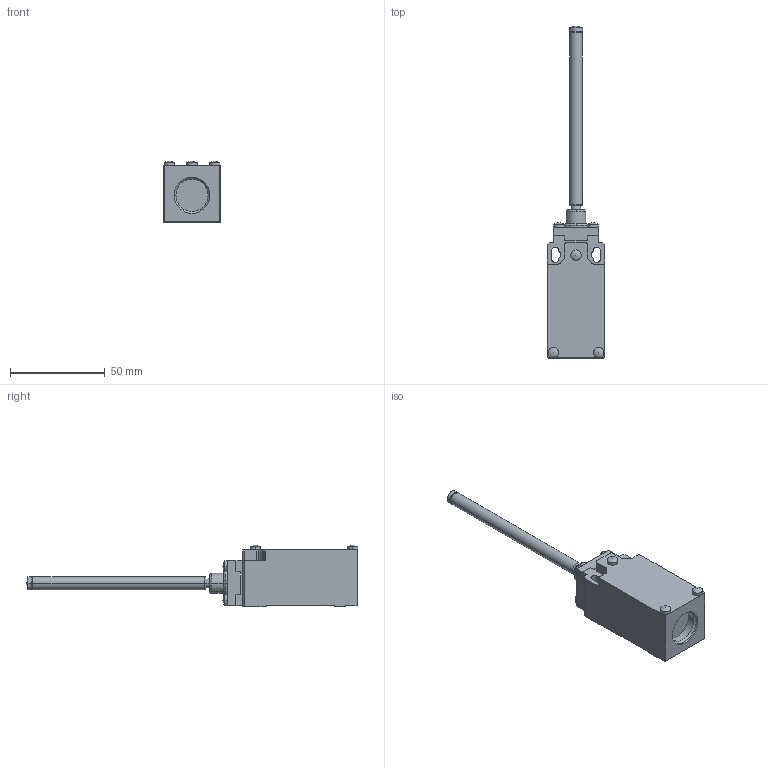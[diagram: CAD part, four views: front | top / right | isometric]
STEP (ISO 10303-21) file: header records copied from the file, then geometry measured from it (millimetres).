
FILE_DESCRIPTION (( 'STEP AP214' ), '1' );
FILE_NAME ('AAM2T93Z11.step', '2019-09-05T21:18:47', ( '' ), ( '' ), 'SwSTEP 2.0', 'SolidWorks 2018', '' );
FILE_SCHEMA (( 'AUTOMOTIVE_DESIGN' ));
Length unit declared in the file: inch
Products named in the file (1): AAM2T93Z11
Bounding box: 30.3 x 175.4 x 32.5 mm (x, y, z)
Volume: 60240.1 mm3; surface area: 15226.5 mm2
Topology: 3 solids, 3 shells, 161 faces, 421 edges, 272 vertices
Faces by surface type: plane 69, cylinder 63, torus 12, sphere 11, cone 6
Entity records: 7086 total; most frequent: DIRECTION 905, CARTESIAN_POINT 844, ORIENTED_EDGE 826, EDGE_CURVE 413, AXIS2_PLACEMENT_3D 330, VERTEX_POINT 269, LINE 245, VECTOR 245
